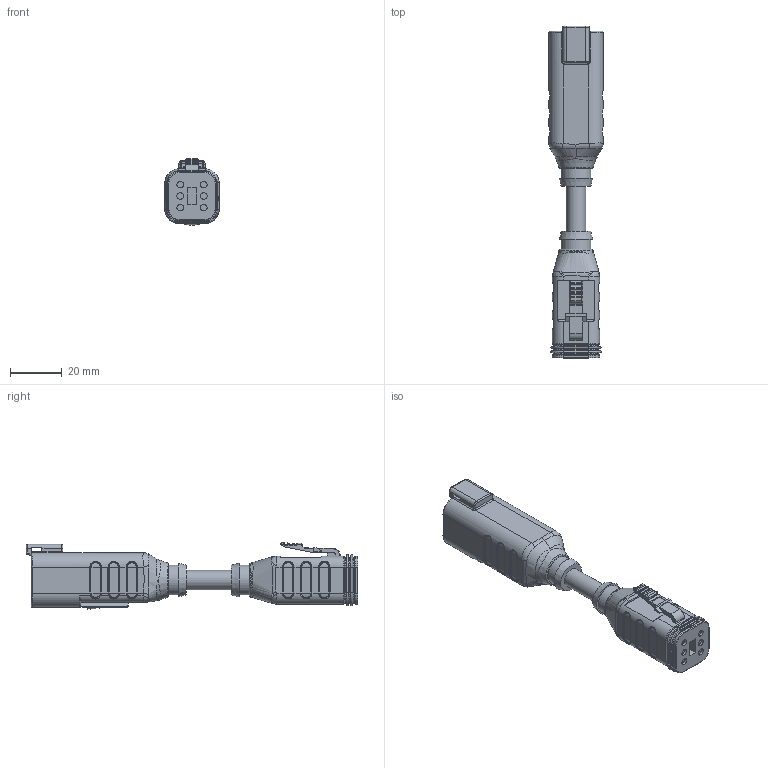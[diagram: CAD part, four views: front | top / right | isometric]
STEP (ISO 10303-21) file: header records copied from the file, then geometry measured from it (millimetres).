
FILE_DESCRIPTION(/* description */ (''),/* implementation_level */ '2;1');
FILE_NAME(/* name */ '1-V0011210__5039594__MA-DT06-6S-1-MA-DT04-6P-S370_assy_26-06-2023_stp.stp',/* time_stamp */ '2023-06-26T13:48:45+02:00',/* author */ ('ESCHA GmbH & Co. KG'),/* organization */ ('ESCHA GmbH & Co. KG'),/* preprocessor_version */ 'ST-DEVELOPER v16',/* originating_system */ 'SIEMENS PLM Software NX 10.0',/* authorisation */ '');
FILE_SCHEMA (('AUTOMOTIVE_DESIGN { 1 0 10303 214 3 1 1 1 }'));
Length unit declared in the file: millimetre
Products named in the file (1): t.he3BEC5716uz1e
Bounding box: 21 x 128.39 x 25.62 mm (x, y, z)
Volume: 28652 mm3; surface area: 11530.1 mm2
Topology: 1 solids, 1 shells, 852 faces, 2084 edges, 1226 vertices
Faces by surface type: cylinder 288, plane 203, torus 164, bspline 156, sphere 26, cone 15
Full cylindrical faces by diameter (mm): 2.56 x6, 7.5 x1, 11.5 x2
Entity records: 30595 total; most frequent: CARTESIAN_POINT 11544, ORIENTED_EDGE 4028, DIRECTION 3996, EDGE_CURVE 2014, AXIS2_PLACEMENT_3D 1631, VERTEX_POINT 1215, EDGE_LOOP 923, CIRCLE 914
